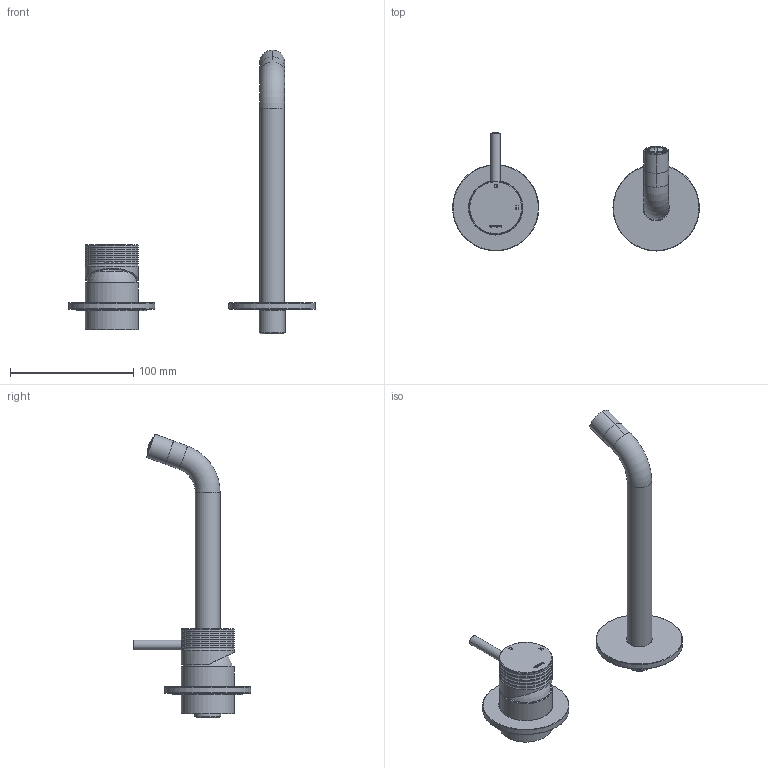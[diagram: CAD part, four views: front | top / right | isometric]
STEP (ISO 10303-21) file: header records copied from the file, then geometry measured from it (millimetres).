
FILE_DESCRIPTION(/* description */ ('Unknown'),/* implementation_level */ '2;1');
FILE_NAME(/* name */ 'AR124L-00',/* time_stamp */ '2023-12-14T17:59:14+01:00',/* author */ ('Unknown'),/* organization */ ('Unknown'),/* preprocessor_version */ 'ST-DEVELOPER v18.102',/* originating_system */ 'Solid Edge',/* authorisation */ 'Unknown');
FILE_SCHEMA (('AUTOMOTIVE_DESIGN {1 0 10303 214 3 1 1}'));
Length unit declared in the file: millimetre
Products named in the file (24): AR124LEXT-00; AR124-005; AR031-08; AR124-03; VG274; AR003-19; AR131-01; AR031FL70-00; AR031-07; AR031-06; AR031-09; AR095-03; AR095-09; AR096-20-002; AR096-02; AR095-08; CB003-002; CB003-002-1; CB003-002-2; CB003-002-3; CB003-002-4; AR095FL70-00; AR095-02; AR095-04
Assembly tree (25 placements, depth 3):
  AR124LEXT-00
    AR124-005
      AR031-08
      AR124-03
      VG274
      AR003-19
    AR131-01
    AR031FL70-00
      AR031-07
      AR031-06
      AR031-09
    AR095-03
    AR095-09  x2
    AR096-20-002
      AR096-02
      AR095-08
    CB003-002
      CB003-002-1
      CB003-002-2
      CB003-002-3
      CB003-002-4
    AR095FL70-00
      AR095-02
      AR031-09
      AR095-04
Bounding box: 199.9 x 95.5 x 229.7 mm (x, y, z)
Volume: 103659.2 mm3; surface area: 78158.7 mm2
Topology: 20 solids, 20 shells, 393 faces, 958 edges, 624 vertices
Faces by surface type: plane 193, cylinder 84, torus 53, cone 49, sphere 10, bspline 4
Full cylindrical faces by diameter (mm): 0.913 x1, 0.916 x1, 3.242 x1, 4 x1, 4.2 x1, 4.8 x1, 5 x1, 5.1 x1, 6 x1, 6.5 x1, 7.9 x1, 8.2 x1, 10 x1, 11 x1, 11.027 x2, 12.159 x1, 12.196 x1, 12.2 x2, 12.45 x1, 13.464 x1, 14.577 x1, 15 x2, 15.033 x1, 15.218 x1, 15.229 x1, 15.3 x3, 15.417 x2, 15.5 x2, 16.5 x2, 16.75 x1
Entity records: 13229 total; most frequent: CARTESIAN_POINT 2265, DIRECTION 1762, ORIENTED_EDGE 1448, AXIS2_PLACEMENT_3D 726, EDGE_CURVE 724, FACE_BOUND 589, EDGE_LOOP 581, VERTEX_POINT 555
